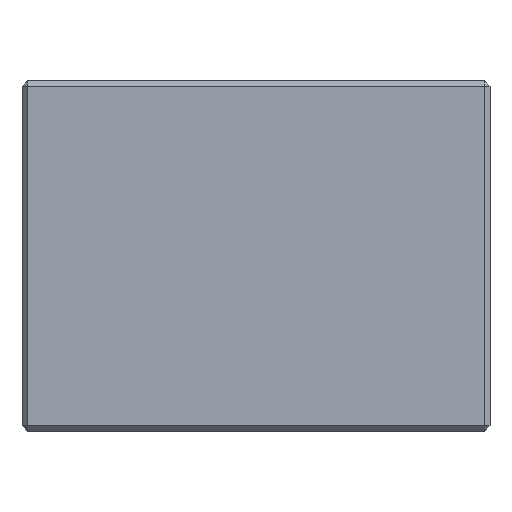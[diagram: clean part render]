
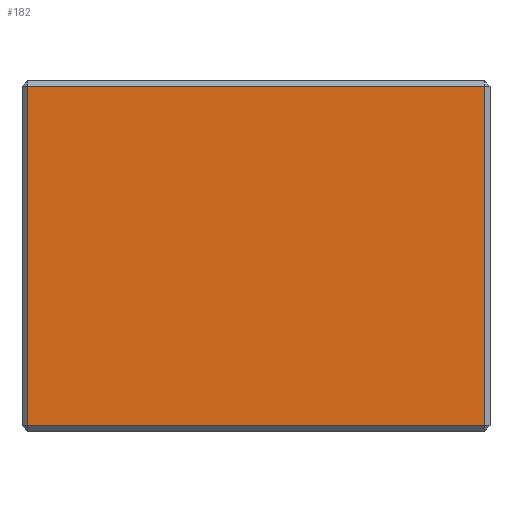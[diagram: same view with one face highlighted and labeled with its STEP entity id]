
A CAD part, front view. The second image highlights one B-rep face of the part: STEP entity #182.
In plain terms, the highlighted planar face has unit normal (0, -1, 0).
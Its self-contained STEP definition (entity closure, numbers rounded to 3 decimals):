
#155=FACE_OUTER_BOUND('',#458,.T.);
#182=ADVANCED_FACE('',(#155),#243,.F.);
#243=PLANE('',#918);
#278=LINE('',#1292,#326);
#279=LINE('',#1295,#327);
#280=LINE('',#1297,#328);
#281=LINE('',#1299,#329);
#326=VECTOR('',#1039,1.);
#327=VECTOR('',#1040,1.);
#328=VECTOR('',#1041,1.);
#329=VECTOR('',#1042,1.);
#458=EDGE_LOOP('',(#561,#562,#563,#564));
#561=ORIENTED_EDGE('',*,*,#802,.T.);
#562=ORIENTED_EDGE('',*,*,#803,.T.);
#563=ORIENTED_EDGE('',*,*,#804,.T.);
#564=ORIENTED_EDGE('',*,*,#805,.T.);
#733=VERTEX_POINT('',#1293);
#734=VERTEX_POINT('',#1294);
#735=VERTEX_POINT('',#1296);
#736=VERTEX_POINT('',#1298);
#802=EDGE_CURVE('',#733,#734,#278,.T.);
#803=EDGE_CURVE('',#734,#735,#279,.T.);
#804=EDGE_CURVE('',#735,#736,#280,.T.);
#805=EDGE_CURVE('',#736,#733,#281,.T.);
#918=AXIS2_PLACEMENT_3D('',#1300,#1043,#1044);
#1039=DIRECTION('',(0.,0.,-1.));
#1040=DIRECTION('',(1.,0.,0.));
#1041=DIRECTION('',(0.,0.,1.));
#1042=DIRECTION('',(-1.,0.,0.));
#1043=DIRECTION('',(0.,1.,0.));
#1044=DIRECTION('',(0.,0.,1.));
#1292=CARTESIAN_POINT('',(2.,-60.,60.));
#1293=CARTESIAN_POINT('',(2.,-60.,58.));
#1294=CARTESIAN_POINT('',(2.,-60.,-58.));
#1295=CARTESIAN_POINT('',(160.,-60.,-58.));
#1296=CARTESIAN_POINT('',(158.,-60.,-58.));
#1297=CARTESIAN_POINT('',(158.,-60.,60.));
#1298=CARTESIAN_POINT('',(158.,-60.,58.));
#1299=CARTESIAN_POINT('',(160.,-60.,58.));
#1300=CARTESIAN_POINT('',(160.,-60.,60.));
